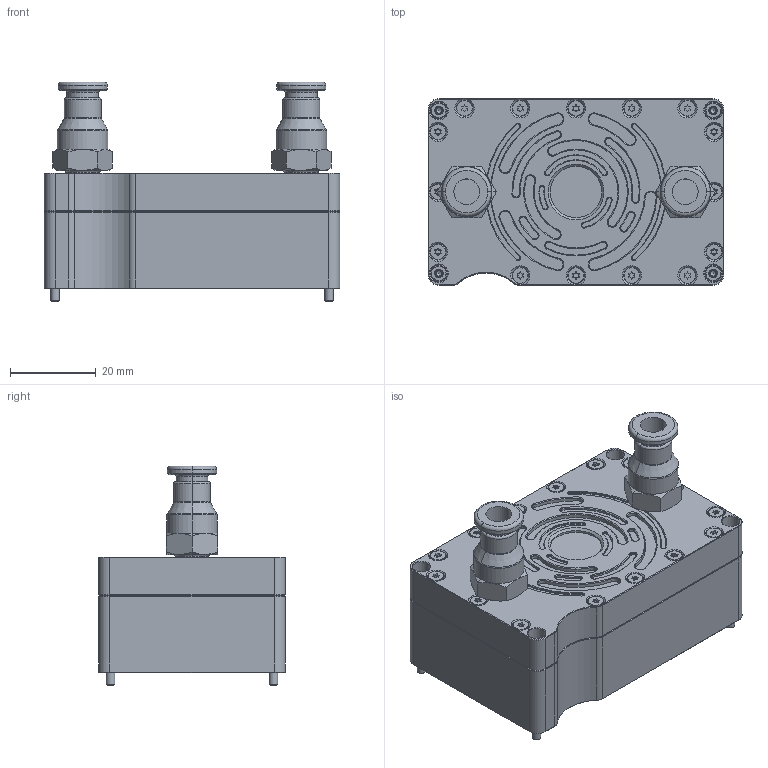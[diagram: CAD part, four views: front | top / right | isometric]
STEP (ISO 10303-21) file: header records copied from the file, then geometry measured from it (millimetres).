
FILE_DESCRIPTION(/* description */ (''),/* implementation_level */ '2;1');
FILE_NAME(/* name */ 'ADPT-MX-MTP-WAT-COOLER.stp',/* time_stamp */ '2022-06-03T13:39:43+02:00',/* author */ (''),/* organization */ (''),/* preprocessor_version */ 'ST-DEVELOPER v16.7',/* originating_system */ 'SIEMENS PLM Software NX 1907',/* authorisation */ '');
FILE_SCHEMA (('AUTOMOTIVE_DESIGN { 1 0 10303 214 3 1 1 1 }'));
Length unit declared in the file: millimetre
Products named in the file (7): SROB-M2X25-IMBUS-STNLS; PIF-SSC6-M5 ; SROB-M2X12-CSK-TX-STNLS; MECH-O-RING-1X169MM-CUST; MECH-ADPT-MTP-CVR-W; MECH-ADPT-MTP-HTS-W; ADPT-MX-MTP-WAT-COOLER
Assembly tree (24 placements, depth 2):
  ADPT-MX-MTP-WAT-COOLER
    MECH-ADPT-MTP-HTS-W
    MECH-ADPT-MTP-CVR-W
    MECH-O-RING-1X169MM-CUST
    SROB-M2X12-CSK-TX-STNLS  x15
    PIF-SSC6-M5   x2
    SROB-M2X25-IMBUS-STNLS  x4
Bounding box: 69 x 43.6 x 51.23 mm (x, y, z)
Volume: 56223.8 mm3; surface area: 37156.1 mm2
Topology: 24 solids, 24 shells, 1279 faces, 3086 edges, 1923 vertices
Faces by surface type: plane 470, cylinder 438, cone 289, torus 81, bspline 1
Full cylindrical faces by diameter (mm): 1.3 x4, 1.6 x15, 2 x23, 2.1 x15, 2.2 x8, 3.8 x19, 4.1 x4, 4.2 x2, 8.2 x2, 12 x1
Entity records: 20090 total; most frequent: CARTESIAN_POINT 4218, DIRECTION 3458, ORIENTED_EDGE 2810, EDGE_CURVE 1405, AXIS2_PLACEMENT_3D 1385, VERTEX_POINT 921, EDGE_LOOP 910, LINE 688
